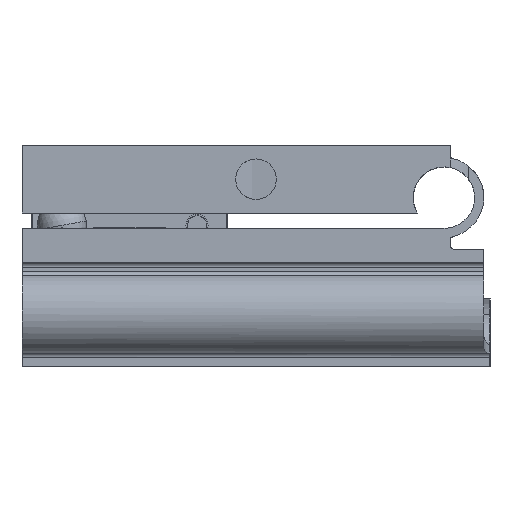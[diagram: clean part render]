
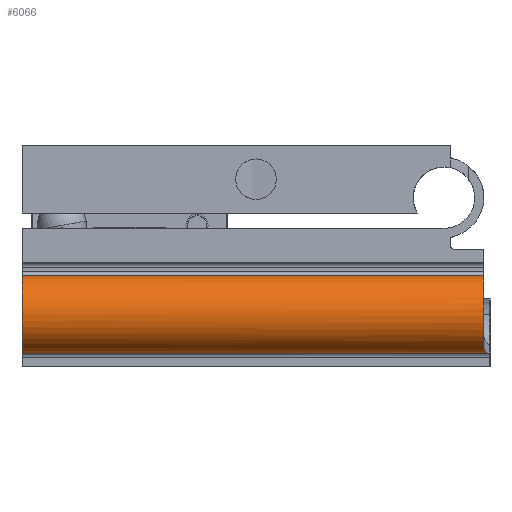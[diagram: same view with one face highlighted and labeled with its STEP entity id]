
A CAD part, front view. The second image highlights one B-rep face of the part: STEP entity #6066.
In plain terms, the highlighted cylindrical face has radius 3.25 mm (diameter 6.5 mm), a partial arc.
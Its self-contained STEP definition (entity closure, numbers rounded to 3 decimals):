
#13 = DIRECTION ( 'NONE',  ( 1., 0., 0. ) ) ;
#120 = DIRECTION ( 'NONE',  ( 0., 1., 0. ) ) ;
#130 = CARTESIAN_POINT ( 'NONE',  ( -19.05, -16.067, -1.592 ) ) ;
#263 = EDGE_LOOP ( 'NONE', ( #6133, #1626, #3200, #4399, #420 ) ) ;
#293 = VERTEX_POINT ( 'NONE', #130 ) ;
#420 = ORIENTED_EDGE ( 'NONE', *, *, #10127, .T. ) ;
#692 = VECTOR ( 'NONE', #7491, 1000. ) ;
#794 = EDGE_CURVE ( 'NONE', #7994, #293, #874, .T. ) ;
#874 = LINE ( 'NONE', #4174, #692 ) ;
#1568 = EDGE_CURVE ( 'NONE', #4849, #293, #10675, .T. ) ;
#1626 = ORIENTED_EDGE ( 'NONE', *, *, #7590, .T. ) ;
#1642 = CARTESIAN_POINT ( 'NONE',  ( 18.55, -17.11, -7.46 ) ) ;
#1772 = DIRECTION ( 'NONE',  ( 0., 0., -1. ) ) ;
#1817 = B_SPLINE_CURVE_WITH_KNOTS ( 'NONE', 3,
 ( #4145, #10766, #7400, #5758, #1642, #3121 ),
 .UNSPECIFIED., .F., .F.,
 ( 4, 2, 4 ),
 ( 0., 0.001, 0.001 ),
 .UNSPECIFIED. ) ;
#2731 = VECTOR ( 'NONE', #13, 1000. ) ;
#3121 = CARTESIAN_POINT ( 'NONE',  ( 18.55, -17.3, -7.312 ) ) ;
#3200 = ORIENTED_EDGE ( 'NONE', *, *, #794, .T. ) ;
#3323 = CARTESIAN_POINT ( 'NONE',  ( 18.875, -16.067, -7.908 ) ) ;
#3418 = CYLINDRICAL_SURFACE ( 'NONE', #7343, 3.25 ) ;
#4111 = CARTESIAN_POINT ( 'NONE',  ( -19.05, -16.067, -7.908 ) ) ;
#4145 = CARTESIAN_POINT ( 'NONE',  ( 18.875, -16.067, -7.908 ) ) ;
#4174 = CARTESIAN_POINT ( 'NONE',  ( -19.05, -16.067, -1.592 ) ) ;
#4399 = ORIENTED_EDGE ( 'NONE', *, *, #1568, .F. ) ;
#4849 = VERTEX_POINT ( 'NONE', #5412 ) ;
#5034 = CARTESIAN_POINT ( 'NONE',  ( 18.55, -16.067, -1.592 ) ) ;
#5412 = CARTESIAN_POINT ( 'NONE',  ( -19.05, -16.067, -7.908 ) ) ;
#5758 = CARTESIAN_POINT ( 'NONE',  ( 18.571, -16.907, -7.585 ) ) ;
#5951 = FACE_OUTER_BOUND ( 'NONE', #263, .T. ) ;
#6066 = ADVANCED_FACE ( 'NONE', ( #5951 ), #3418, .T. ) ;
#6133 = ORIENTED_EDGE ( 'NONE', *, *, #7652, .T. ) ;
#6728 = VERTEX_POINT ( 'NONE', #3323 ) ;
#6766 = CARTESIAN_POINT ( 'NONE',  ( 18.55, -15.3, -4.75 ) ) ;
#6772 = DIRECTION ( 'NONE',  ( 1., 0., 0. ) ) ;
#6808 = AXIS2_PLACEMENT_3D ( 'NONE', #10717, #8232, #9060 ) ;
#7343 = AXIS2_PLACEMENT_3D ( 'NONE', #10023, #6772, #120 ) ;
#7400 = CARTESIAN_POINT ( 'NONE',  ( 18.677, -16.483, -7.786 ) ) ;
#7491 = DIRECTION ( 'NONE',  ( -1., 0., 0. ) ) ;
#7590 = EDGE_CURVE ( 'NONE', #8609, #7994, #9897, .T. ) ;
#7652 = EDGE_CURVE ( 'NONE', #6728, #8609, #1817, .T. ) ;
#7994 = VERTEX_POINT ( 'NONE', #5034 ) ;
#8232 = DIRECTION ( 'NONE',  ( -1., 0., 0. ) ) ;
#8250 = LINE ( 'NONE', #4111, #2731 ) ;
#8609 = VERTEX_POINT ( 'NONE', #10526 ) ;
#9060 = DIRECTION ( 'NONE',  ( 0., 1., 0. ) ) ;
#9238 = DIRECTION ( 'NONE',  ( -1., 0., 0. ) ) ;
#9539 = AXIS2_PLACEMENT_3D ( 'NONE', #6766, #9238, #1772 ) ;
#9897 = CIRCLE ( 'NONE', #9539, 3.25 ) ;
#10023 = CARTESIAN_POINT ( 'NONE',  ( -19.05, -15.3, -4.75 ) ) ;
#10127 = EDGE_CURVE ( 'NONE', #4849, #6728, #8250, .T. ) ;
#10526 = CARTESIAN_POINT ( 'NONE',  ( 18.55, -17.3, -7.312 ) ) ;
#10675 = CIRCLE ( 'NONE', #6808, 3.25 ) ;
#10717 = CARTESIAN_POINT ( 'NONE',  ( -19.05, -15.3, -4.75 ) ) ;
#10766 = CARTESIAN_POINT ( 'NONE',  ( 18.759, -16.273, -7.858 ) ) ;
